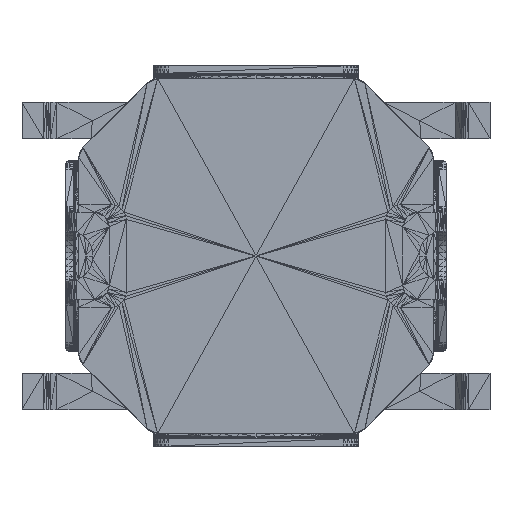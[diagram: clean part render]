
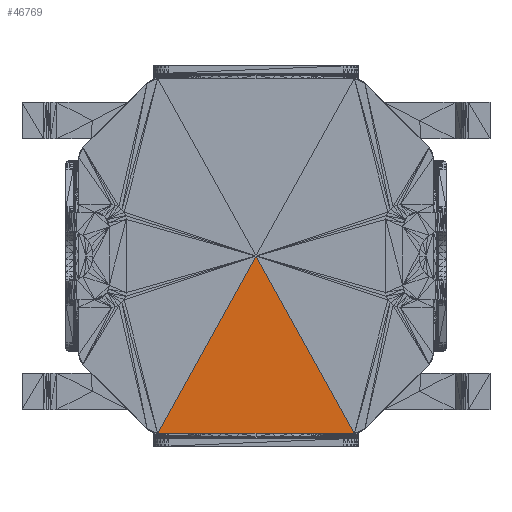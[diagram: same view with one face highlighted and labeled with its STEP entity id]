
A CAD part, front view. The second image highlights one B-rep face of the part: STEP entity #46769.
In plain terms, the highlighted planar face has unit normal (0, -1, 0).
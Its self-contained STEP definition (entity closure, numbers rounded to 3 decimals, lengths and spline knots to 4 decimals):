
#671=FACE_OUTER_BOUND('',#4863,.T.);
#4863=EDGE_LOOP('',(#31313,#31314,#31315));
#9281=LINE('',#70950,#15569);
#9520=LINE('',#71422,#15808);
#9523=LINE('',#71427,#15811);
#15569=VECTOR('',#56429,1.);
#15808=VECTOR('',#56946,1.);
#15811=VECTOR('',#56951,1.);
#21336=VERTEX_POINT('',#70938);
#21338=VERTEX_POINT('',#70944);
#21432=VERTEX_POINT('',#71416);
#23939=EDGE_CURVE('',#21338,#21336,#9281,.T.);
#24178=EDGE_CURVE('',#21432,#21336,#9520,.T.);
#24181=EDGE_CURVE('',#21338,#21432,#9523,.T.);
#31313=ORIENTED_EDGE('',*,*,#24181,.F.);
#31314=ORIENTED_EDGE('',*,*,#23939,.T.);
#31315=ORIENTED_EDGE('',*,*,#24178,.F.);
#42577=PLANE('',#50975);
#46769=ADVANCED_FACE('',(#671),#42577,.T.);
#50975=AXIS2_PLACEMENT_3D('',#71426,#56949,#56950);
#56429=DIRECTION('',(1.,0.,0.));
#56946=DIRECTION('',(0.485,0.,-0.874));
#56949=DIRECTION('center_axis',(0.,-1.,0.));
#56950=DIRECTION('ref_axis',(0.,0.,-1.));
#56951=DIRECTION('',(0.485,0.,0.874));
#70938=CARTESIAN_POINT('',(-19.9519,0.,10.9608));
#70944=CARTESIAN_POINT('',(-22.6437,0.,10.9608));
#70950=CARTESIAN_POINT('',(-22.6437,0.,10.9608));
#71416=CARTESIAN_POINT('',(-21.2978,0.,13.3858));
#71422=CARTESIAN_POINT('',(-21.2978,0.,13.3858));
#71426=CARTESIAN_POINT('Origin',(-19.9519,0.,10.9608));
#71427=CARTESIAN_POINT('',(-22.6437,0.,10.9608));
